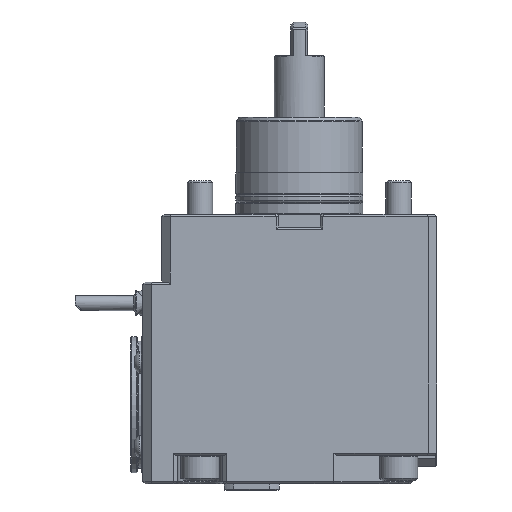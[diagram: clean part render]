
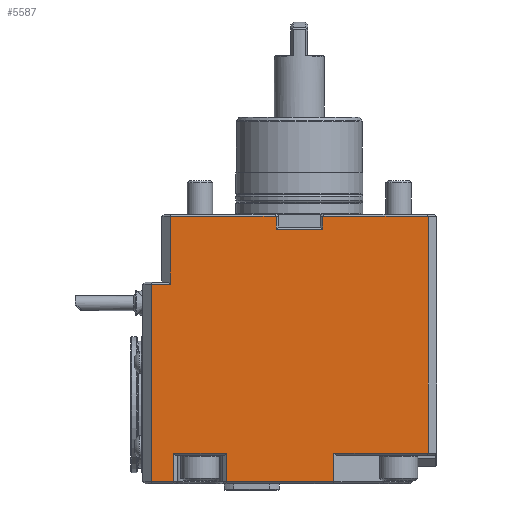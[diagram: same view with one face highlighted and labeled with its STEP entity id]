
A CAD part, front view. The second image highlights one B-rep face of the part: STEP entity #5587.
In plain terms, the highlighted planar face has unit normal (0, -1, 0).
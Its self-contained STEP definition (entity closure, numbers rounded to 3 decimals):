
#362=LINE('',#9328,#856);
#363=LINE('',#9330,#857);
#364=LINE('',#9332,#858);
#365=LINE('',#9334,#859);
#367=LINE('',#9338,#861);
#369=LINE('',#9342,#863);
#370=LINE('',#9344,#864);
#371=LINE('',#9346,#865);
#372=LINE('',#9348,#866);
#389=LINE('',#9386,#883);
#397=LINE('',#9408,#891);
#423=LINE('',#9466,#917);
#427=LINE('',#9475,#921);
#428=LINE('',#9476,#922);
#429=LINE('',#9478,#923);
#430=LINE('',#9480,#924);
#856=VECTOR('',#7279,1000.);
#857=VECTOR('',#7282,1000.);
#858=VECTOR('',#7285,1000.);
#859=VECTOR('',#7288,1000.);
#861=VECTOR('',#7292,1000.);
#863=VECTOR('',#7296,1000.);
#864=VECTOR('',#7299,1000.);
#865=VECTOR('',#7302,1000.);
#866=VECTOR('',#7305,1000.);
#883=VECTOR('',#7346,1000.);
#891=VECTOR('',#7366,1000.);
#917=VECTOR('',#7416,1000.);
#921=VECTOR('',#7422,1000.);
#922=VECTOR('',#7423,1000.);
#923=VECTOR('',#7424,1000.);
#924=VECTOR('',#7425,1000.);
#2290=ORIENTED_EDGE('',*,*,#3277,.T.);
#2291=ORIENTED_EDGE('',*,*,#3258,.T.);
#2292=ORIENTED_EDGE('',*,*,#3257,.T.);
#2293=ORIENTED_EDGE('',*,*,#3256,.T.);
#2294=ORIENTED_EDGE('',*,*,#3255,.F.);
#2295=ORIENTED_EDGE('',*,*,#3253,.T.);
#2296=ORIENTED_EDGE('',*,*,#3251,.T.);
#2297=ORIENTED_EDGE('',*,*,#3250,.T.);
#2298=ORIENTED_EDGE('',*,*,#3249,.F.);
#2299=ORIENTED_EDGE('',*,*,#3248,.T.);
#2300=ORIENTED_EDGE('',*,*,#3287,.T.);
#2301=ORIENTED_EDGE('',*,*,#3319,.T.);
#2302=ORIENTED_EDGE('',*,*,#3315,.F.);
#2303=ORIENTED_EDGE('',*,*,#3320,.T.);
#2304=ORIENTED_EDGE('',*,*,#3321,.T.);
#2305=ORIENTED_EDGE('',*,*,#3322,.T.);
#3248=EDGE_CURVE('',#3864,#3853,#362,.T.);
#3249=EDGE_CURVE('',#3864,#3820,#363,.T.);
#3250=EDGE_CURVE('',#3823,#3820,#364,.T.);
#3251=EDGE_CURVE('',#3865,#3823,#365,.T.);
#3253=EDGE_CURVE('',#3866,#3865,#367,.T.);
#3255=EDGE_CURVE('',#3866,#3830,#369,.T.);
#3256=EDGE_CURVE('',#3831,#3830,#370,.T.);
#3257=EDGE_CURVE('',#3832,#3831,#371,.T.);
#3258=EDGE_CURVE('',#3867,#3832,#372,.T.);
#3277=EDGE_CURVE('',#3876,#3867,#389,.T.);
#3287=EDGE_CURVE('',#3853,#3883,#397,.T.);
#3315=EDGE_CURVE('',#3904,#3905,#423,.T.);
#3319=EDGE_CURVE('',#3883,#3905,#427,.T.);
#3320=EDGE_CURVE('',#3904,#3908,#428,.T.);
#3321=EDGE_CURVE('',#3908,#3909,#429,.T.);
#3322=EDGE_CURVE('',#3909,#3876,#430,.T.);
#3820=VERTEX_POINT('',#9169);
#3823=VERTEX_POINT('',#9176);
#3830=VERTEX_POINT('',#9204);
#3831=VERTEX_POINT('',#9208);
#3832=VERTEX_POINT('',#9215);
#3853=VERTEX_POINT('',#9281);
#3864=VERTEX_POINT('',#9327);
#3865=VERTEX_POINT('',#9335);
#3866=VERTEX_POINT('',#9339);
#3867=VERTEX_POINT('',#9349);
#3876=VERTEX_POINT('',#9387);
#3883=VERTEX_POINT('',#9407);
#3904=VERTEX_POINT('',#9467);
#3905=VERTEX_POINT('',#9468);
#3908=VERTEX_POINT('',#9477);
#3909=VERTEX_POINT('',#9479);
#4536=EDGE_LOOP('',(#2290,#2291,#2292,#2293,#2294,#2295,#2296,#2297,#2298,
#2299,#2300,#2301,#2302,#2303,#2304,#2305));
#4986=FACE_BOUND('',#4536,.T.);
#5247=PLANE('',#6119);
#5587=ADVANCED_FACE('',(#4986),#5247,.F.);
#6119=AXIS2_PLACEMENT_3D('',#9474,#7420,#7421);
#7279=DIRECTION('',(1.,0.,0.));
#7282=DIRECTION('',(0.,0.,-1.));
#7285=DIRECTION('',(1.,0.,0.));
#7288=DIRECTION('',(0.,0.,-1.));
#7292=DIRECTION('',(1.,0.,0.));
#7296=DIRECTION('',(0.,0.,-1.));
#7299=DIRECTION('',(1.,0.,0.));
#7302=DIRECTION('',(0.,0.,-1.));
#7305=DIRECTION('',(-1.,0.,0.));
#7346=DIRECTION('',(0.,0.,-1.));
#7366=DIRECTION('',(0.,0.,1.));
#7416=DIRECTION('',(0.,0.,1.));
#7420=DIRECTION('',(0.,1.,0.));
#7421=DIRECTION('',(-1.,0.,0.));
#7422=DIRECTION('',(-1.,0.,0.));
#7423=DIRECTION('',(-1.,0.,0.));
#7424=DIRECTION('',(0.,0.,1.));
#7425=DIRECTION('',(-1.,0.,0.));
#9169=CARTESIAN_POINT('',(16.364,-54.,-126.5));
#9176=CARTESIAN_POINT('',(-34.5,-54.,-126.5));
#9204=CARTESIAN_POINT('',(-59.5,-54.,-126.5));
#9208=CARTESIAN_POINT('',(-70.,-54.,-126.5));
#9215=CARTESIAN_POINT('',(-70.,-54.,-33.));
#9281=CARTESIAN_POINT('',(61.,-54.,-113.));
#9327=CARTESIAN_POINT('',(16.364,-54.,-113.));
#9328=CARTESIAN_POINT('',(0.,-54.,-113.));
#9330=CARTESIAN_POINT('',(16.364,-54.,-114.));
#9332=CARTESIAN_POINT('',(0.,-54.,-126.5));
#9334=CARTESIAN_POINT('',(-34.5,-54.,-114.));
#9335=CARTESIAN_POINT('',(-34.5,-54.,-113.));
#9338=CARTESIAN_POINT('',(-34.5,-54.,-113.));
#9339=CARTESIAN_POINT('',(-59.5,-54.,-113.));
#9342=CARTESIAN_POINT('',(-59.5,-54.,-114.));
#9344=CARTESIAN_POINT('',(0.,-54.,-126.5));
#9346=CARTESIAN_POINT('',(-70.,-54.,0.));
#9348=CARTESIAN_POINT('',(0.,-54.,-33.));
#9349=CARTESIAN_POINT('',(-61.,-54.,-33.));
#9386=CARTESIAN_POINT('',(-61.,-54.,0.));
#9387=CARTESIAN_POINT('',(-61.,-54.,-1.));
#9407=CARTESIAN_POINT('',(61.,-54.,-1.));
#9408=CARTESIAN_POINT('',(61.,-54.,0.));
#9466=CARTESIAN_POINT('',(11.,-54.,-6.));
#9467=CARTESIAN_POINT('',(11.,-54.,-7.));
#9468=CARTESIAN_POINT('',(11.,-54.,-1.));
#9474=CARTESIAN_POINT('',(0.,-54.,0.));
#9475=CARTESIAN_POINT('',(0.,-54.,-1.));
#9476=CARTESIAN_POINT('',(-11.,-54.,-7.));
#9477=CARTESIAN_POINT('',(-11.,-54.,-7.));
#9478=CARTESIAN_POINT('',(-11.,-54.,-6.));
#9479=CARTESIAN_POINT('',(-11.,-54.,-1.));
#9480=CARTESIAN_POINT('',(0.,-54.,-1.));
